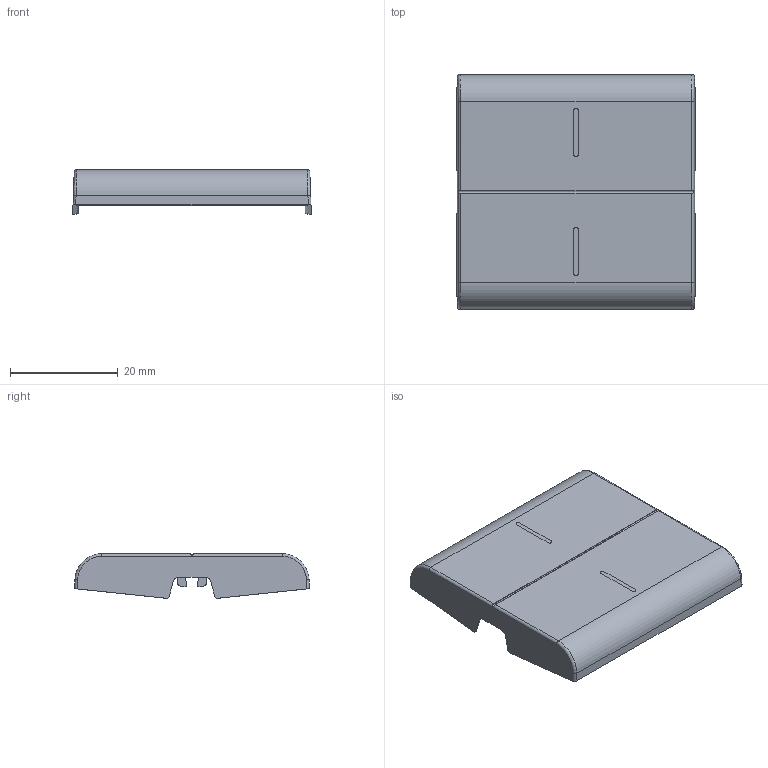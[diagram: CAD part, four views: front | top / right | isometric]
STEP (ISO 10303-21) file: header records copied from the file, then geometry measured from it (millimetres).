
FILE_DESCRIPTION(('CATIA V5 STEP Exchange','CAx-IF Rec.Pracs.--- Model Styling and Organization---1.4--- 2014-01-23'),'2;1');
FILE_NAME('GW10820.stp','2024-02-13T13:40:48+00:00',('none'),('none'),'CATIA Version 5-6 Release 2019 SP6','CATIA V5 STEP AP214 v1','none');
FILE_SCHEMA(('AUTOMOTIVE_DESIGN { 1 0 10303 214 1 1 1 1 }'));
Length unit declared in the file: millimetre
Products named in the file (1): GW10820
Bounding box: 44.21 x 43.5 x 8.27 mm (x, y, z)
Volume: 3736.5 mm3; surface area: 5603 mm2
Topology: 1 solids, 1 shells, 291 faces, 718 edges, 410 vertices
Faces by surface type: cylinder 116, plane 73, bspline 58, sphere 26, cone 9, torus 9
Entity records: 11268 total; most frequent: CARTESIAN_POINT 5155, ORIENTED_EDGE 1380, DIRECTION 839, EDGE_CURVE 690, VERTEX_POINT 410, AXIS2_PLACEMENT_3D 362, EDGE_LOOP 300, ADVANCED_FACE 291
